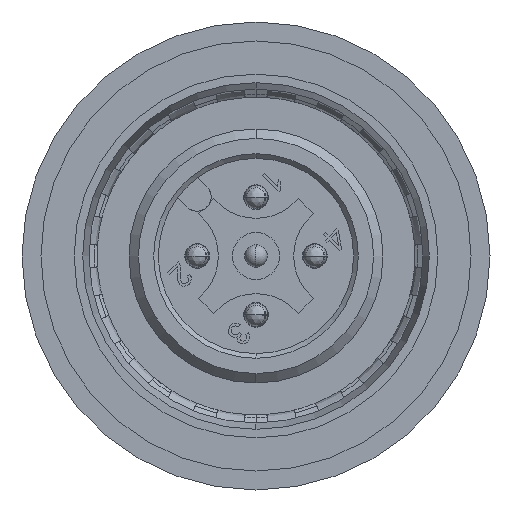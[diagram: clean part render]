
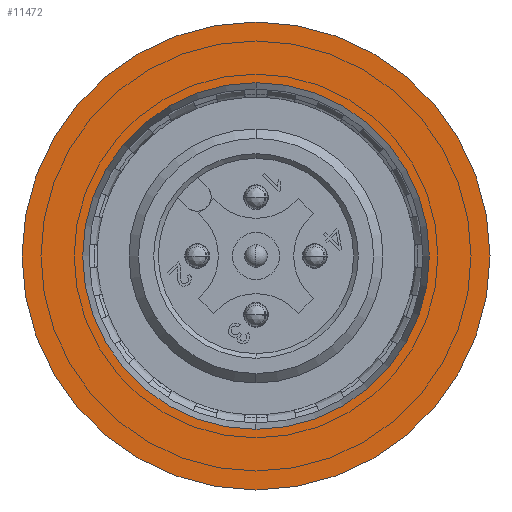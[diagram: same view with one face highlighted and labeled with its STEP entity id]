
A CAD part, left-side view. The second image highlights one B-rep face of the part: STEP entity #11472.
In plain terms, the highlighted face is planar.
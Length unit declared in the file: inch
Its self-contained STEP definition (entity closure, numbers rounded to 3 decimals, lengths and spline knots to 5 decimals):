
#2242 = AXIS2_PLACEMENT_3D ( 'NONE', #21381, #60765, #27022 ) ;
#3200 = FACE_OUTER_BOUND ( 'NONE', #27789, .T. ) ;
#5416 = DIRECTION ( 'NONE',  ( 0., 0., 1. ) ) ;
#6934 = CARTESIAN_POINT ( 'NONE',  ( 0.06299, 0., 0. ) ) ;
#7852 = ORIENTED_EDGE ( 'NONE', *, *, #26953, .F. ) ;
#8997 = DIRECTION ( 'NONE',  ( 1., 0., 0. ) ) ;
#9374 = CIRCLE ( 'NONE', #39599, 0.29016 ) ;
#10114 = ORIENTED_EDGE ( 'NONE', *, *, #12629, .T. ) ;
#10990 = VERTEX_POINT ( 'NONE', #20606 ) ;
#11205 = AXIS2_PLACEMENT_3D ( 'NONE', #63906, #30269, #69543 ) ;
#11472 = ADVANCED_FACE ( 'NONE', ( #33034, #3200 ), #65028, .T. ) ;
#12551 = DIRECTION ( 'NONE',  ( 0., 0., 1. ) ) ;
#12629 = EDGE_CURVE ( 'NONE', #65904, #28390, #40877, .T. ) ;
#17125 = AXIS2_PLACEMENT_3D ( 'NONE', #37030, #8997, #48375 ) ;
#18236 = CIRCLE ( 'NONE', #11205, 0.39173 ) ;
#20606 = CARTESIAN_POINT ( 'NONE',  ( 0.06299, 0., -0.39173 ) ) ;
#21381 = CARTESIAN_POINT ( 'NONE',  ( 0.06299, 0., 0. ) ) ;
#26953 = EDGE_CURVE ( 'NONE', #48687, #10990, #45856, .T. ) ;
#27022 = DIRECTION ( 'NONE',  ( 0., 0., -1. ) ) ;
#27789 = EDGE_LOOP ( 'NONE', ( #45405, #7852 ) ) ;
#28390 = VERTEX_POINT ( 'NONE', #65888 ) ;
#30269 = DIRECTION ( 'NONE',  ( -1., 0., 0. ) ) ;
#31386 = CARTESIAN_POINT ( 'NONE',  ( 0.06299, 0., 0.39173 ) ) ;
#33034 = FACE_BOUND ( 'NONE', #35280, .T. ) ;
#35280 = EDGE_LOOP ( 'NONE', ( #51993, #10114 ) ) ;
#37030 = CARTESIAN_POINT ( 'NONE',  ( 0.06299, 7.06417, -3.99567 ) ) ;
#39098 = DIRECTION ( 'NONE',  ( -1., 0., 0. ) ) ;
#39599 = AXIS2_PLACEMENT_3D ( 'NONE', #6934, #46276, #12551 ) ;
#40877 = CIRCLE ( 'NONE', #60588, 0.29016 ) ;
#45405 = ORIENTED_EDGE ( 'NONE', *, *, #52249, .F. ) ;
#45856 = CIRCLE ( 'NONE', #2242, 0.39173 ) ;
#46002 = EDGE_CURVE ( 'NONE', #28390, #65904, #9374, .T. ) ;
#46276 = DIRECTION ( 'NONE',  ( -1., 0., 0. ) ) ;
#48375 = DIRECTION ( 'NONE',  ( 0., 0., 1. ) ) ;
#48687 = VERTEX_POINT ( 'NONE', #31386 ) ;
#51993 = ORIENTED_EDGE ( 'NONE', *, *, #46002, .T. ) ;
#52249 = EDGE_CURVE ( 'NONE', #10990, #48687, #18236, .T. ) ;
#59421 = CARTESIAN_POINT ( 'NONE',  ( 0.06299, 0., -0.29016 ) ) ;
#60588 = AXIS2_PLACEMENT_3D ( 'NONE', #72700, #39098, #5416 ) ;
#60765 = DIRECTION ( 'NONE',  ( -1., 0., 0. ) ) ;
#63906 = CARTESIAN_POINT ( 'NONE',  ( 0.06299, 0., 0. ) ) ;
#65028 = PLANE ( 'NONE',  #17125 ) ;
#65888 = CARTESIAN_POINT ( 'NONE',  ( 0.06299, 0., 0.29016 ) ) ;
#65904 = VERTEX_POINT ( 'NONE', #59421 ) ;
#69543 = DIRECTION ( 'NONE',  ( 0., 0., -1. ) ) ;
#72700 = CARTESIAN_POINT ( 'NONE',  ( 0.06299, 0., 0. ) ) ;
